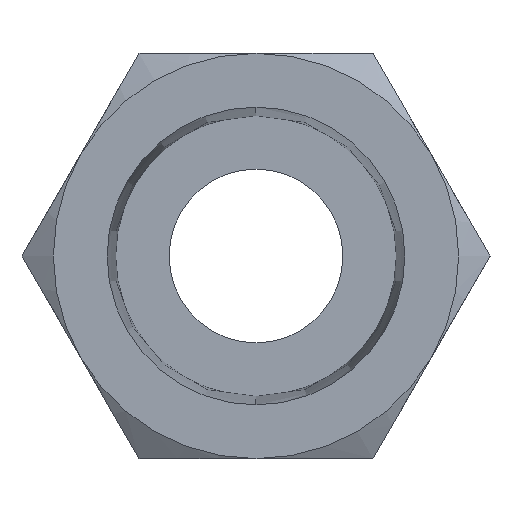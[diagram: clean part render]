
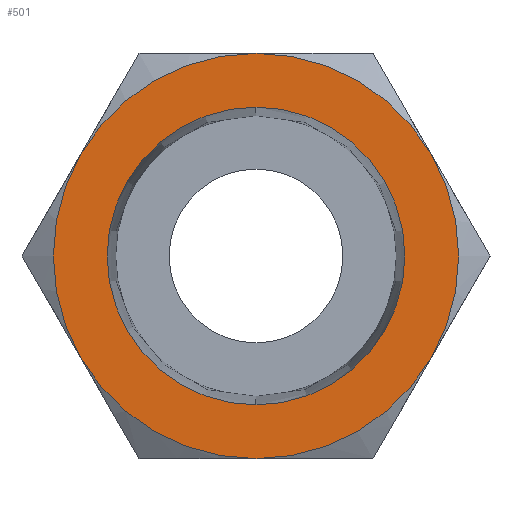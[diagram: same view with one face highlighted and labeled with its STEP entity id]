
A CAD part, front view. The second image highlights one B-rep face of the part: STEP entity #501.
In plain terms, the highlighted planar face has unit normal (0, -1, 0).
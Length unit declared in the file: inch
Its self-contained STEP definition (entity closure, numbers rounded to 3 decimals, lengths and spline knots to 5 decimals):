
#21 = AXIS2_PLACEMENT_3D ( 'NONE', #137, #1193, #306 ) ;
#49 = EDGE_CURVE ( 'NONE', #1662, #1071, #1640, .T. ) ;
#106 = CARTESIAN_POINT ( 'NONE',  ( 0., 0., 0. ) ) ;
#119 = EDGE_LOOP ( 'NONE', ( #1520, #1130, #455, #536, #1455, #251 ) ) ;
#137 = CARTESIAN_POINT ( 'NONE',  ( 0., 0., 0. ) ) ;
#161 = CARTESIAN_POINT ( 'NONE',  ( 0., 0., 0. ) ) ;
#170 = CARTESIAN_POINT ( 'NONE',  ( 0., 0., 0. ) ) ;
#199 = CIRCLE ( 'NONE', #1414, 0.27559 ) ;
#222 = VERTEX_POINT ( 'NONE', #469 ) ;
#234 = AXIS2_PLACEMENT_3D ( 'NONE', #1742, #906, #1879 ) ;
#251 = ORIENTED_EDGE ( 'NONE', *, *, #1441, .F. ) ;
#277 = DIRECTION ( 'NONE',  ( 0., 0., 1. ) ) ;
#304 = DIRECTION ( 'NONE',  ( 0., 0., -1. ) ) ;
#306 = DIRECTION ( 'NONE',  ( 0., 0., -1. ) ) ;
#312 = DIRECTION ( 'NONE',  ( 0., 1., 0. ) ) ;
#318 = CARTESIAN_POINT ( 'NONE',  ( 0., 0., 0. ) ) ;
#322 = DIRECTION ( 'NONE',  ( 0., -1., 0. ) ) ;
#327 = DIRECTION ( 'NONE',  ( 0., 0., 1. ) ) ;
#345 = DIRECTION ( 'NONE',  ( 0., 0., 1. ) ) ;
#352 = EDGE_LOOP ( 'NONE', ( #1645, #1192 ) ) ;
#455 = ORIENTED_EDGE ( 'NONE', *, *, #1702, .F. ) ;
#467 = CARTESIAN_POINT ( 'NONE',  ( 0., 0., 0.27559 ) ) ;
#469 = CARTESIAN_POINT ( 'NONE',  ( 0., 0., -0.27559 ) ) ;
#492 = CARTESIAN_POINT ( 'NONE',  ( 0., 0., 0. ) ) ;
#501 = ADVANCED_FACE ( 'NONE', ( #1791, #1835 ), #1348, .T. ) ;
#536 = ORIENTED_EDGE ( 'NONE', *, *, #1625, .F. ) ;
#545 = CIRCLE ( 'NONE', #21, 0.2025 ) ;
#549 = AXIS2_PLACEMENT_3D ( 'NONE', #1881, #322, #1210 ) ;
#572 = CARTESIAN_POINT ( 'NONE',  ( 0., 0., -0.2025 ) ) ;
#575 = CARTESIAN_POINT ( 'NONE',  ( 0.23867, 0., -0.1378 ) ) ;
#640 = DIRECTION ( 'NONE',  ( 0., 0., 1. ) ) ;
#695 = AXIS2_PLACEMENT_3D ( 'NONE', #492, #1498, #640 ) ;
#741 = CARTESIAN_POINT ( 'NONE',  ( 0., 0., 0. ) ) ;
#766 = AXIS2_PLACEMENT_3D ( 'NONE', #161, #1218, #327 ) ;
#874 = CARTESIAN_POINT ( 'NONE',  ( 0., 0., 0.2025 ) ) ;
#882 = DIRECTION ( 'NONE',  ( 0., 0., 1. ) ) ;
#893 = AXIS2_PLACEMENT_3D ( 'NONE', #170, #1227, #345 ) ;
#906 = DIRECTION ( 'NONE',  ( 0., 1., 0. ) ) ;
#1056 = CARTESIAN_POINT ( 'NONE',  ( -0.23867, 0., -0.1378 ) ) ;
#1071 = VERTEX_POINT ( 'NONE', #572 ) ;
#1130 = ORIENTED_EDGE ( 'NONE', *, *, #1789, .F. ) ;
#1152 = CIRCLE ( 'NONE', #695, 0.27559 ) ;
#1170 = DIRECTION ( 'NONE',  ( 0., 1., 0. ) ) ;
#1192 = ORIENTED_EDGE ( 'NONE', *, *, #49, .T. ) ;
#1193 = DIRECTION ( 'NONE',  ( 0., 1., 0. ) ) ;
#1202 = CARTESIAN_POINT ( 'NONE',  ( -0.23867, 0., 0.1378 ) ) ;
#1210 = DIRECTION ( 'NONE',  ( 0., 0., -1. ) ) ;
#1218 = DIRECTION ( 'NONE',  ( 0., 1., 0. ) ) ;
#1227 = DIRECTION ( 'NONE',  ( 0., 1., 0. ) ) ;
#1265 = CIRCLE ( 'NONE', #234, 0.27559 ) ;
#1316 = CIRCLE ( 'NONE', #766, 0.27559 ) ;
#1348 = PLANE ( 'NONE',  #549 ) ;
#1397 = VERTEX_POINT ( 'NONE', #575 ) ;
#1398 = AXIS2_PLACEMENT_3D ( 'NONE', #318, #312, #304 ) ;
#1406 = CIRCLE ( 'NONE', #1553, 0.27559 ) ;
#1414 = AXIS2_PLACEMENT_3D ( 'NONE', #741, #1720, #882 ) ;
#1441 = EDGE_CURVE ( 'NONE', #1649, #1397, #199, .T. ) ;
#1455 = ORIENTED_EDGE ( 'NONE', *, *, #1532, .F. ) ;
#1498 = DIRECTION ( 'NONE',  ( 0., 1., 0. ) ) ;
#1520 = ORIENTED_EDGE ( 'NONE', *, *, #1893, .F. ) ;
#1532 = EDGE_CURVE ( 'NONE', #1397, #222, #1152, .T. ) ;
#1537 = CIRCLE ( 'NONE', #893, 0.27559 ) ;
#1553 = AXIS2_PLACEMENT_3D ( 'NONE', #106, #1170, #277 ) ;
#1570 = CARTESIAN_POINT ( 'NONE',  ( 0.23867, 0., 0.1378 ) ) ;
#1625 = EDGE_CURVE ( 'NONE', #222, #1797, #1537, .T. ) ;
#1640 = CIRCLE ( 'NONE', #1398, 0.2025 ) ;
#1645 = ORIENTED_EDGE ( 'NONE', *, *, #1785, .T. ) ;
#1649 = VERTEX_POINT ( 'NONE', #1570 ) ;
#1662 = VERTEX_POINT ( 'NONE', #874 ) ;
#1702 = EDGE_CURVE ( 'NONE', #1797, #1832, #1406, .T. ) ;
#1720 = DIRECTION ( 'NONE',  ( 0., 1., 0. ) ) ;
#1742 = CARTESIAN_POINT ( 'NONE',  ( 0., 0., 0. ) ) ;
#1785 = EDGE_CURVE ( 'NONE', #1071, #1662, #545, .T. ) ;
#1789 = EDGE_CURVE ( 'NONE', #1832, #1794, #1265, .T. ) ;
#1791 = FACE_BOUND ( 'NONE', #352, .T. ) ;
#1794 = VERTEX_POINT ( 'NONE', #467 ) ;
#1797 = VERTEX_POINT ( 'NONE', #1056 ) ;
#1832 = VERTEX_POINT ( 'NONE', #1202 ) ;
#1835 = FACE_OUTER_BOUND ( 'NONE', #119, .T. ) ;
#1879 = DIRECTION ( 'NONE',  ( 0., 0., 1. ) ) ;
#1881 = CARTESIAN_POINT ( 'NONE',  ( -0.23905, 0., 0. ) ) ;
#1893 = EDGE_CURVE ( 'NONE', #1794, #1649, #1316, .T. ) ;
